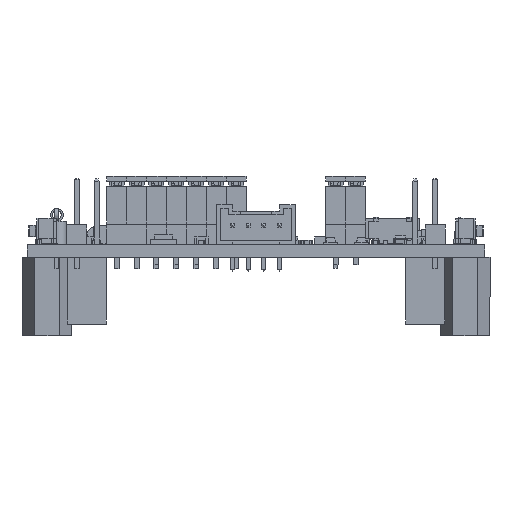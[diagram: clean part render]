
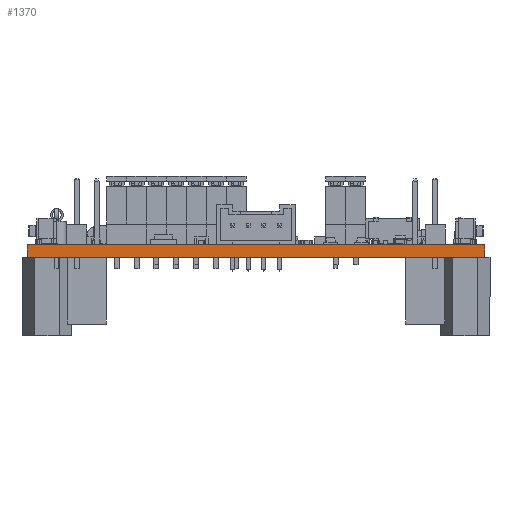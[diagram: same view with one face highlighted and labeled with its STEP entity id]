
A CAD part, front view. The second image highlights one B-rep face of the part: STEP entity #1370.
In plain terms, the highlighted planar face has unit normal (0, -1, 0).
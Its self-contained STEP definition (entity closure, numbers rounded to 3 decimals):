
#1345 = VERTEX_POINT('',#1346);
#1346 = CARTESIAN_POINT('',(59.69,35.56,1.605));
#1352 = EDGE_CURVE('',#1353,#1345,#1355,.T.);
#1353 = VERTEX_POINT('',#1354);
#1354 = CARTESIAN_POINT('',(59.69,35.56,0.));
#1355 = LINE('',#1356,#1357);
#1356 = CARTESIAN_POINT('',(59.69,35.56,0.));
#1357 = VECTOR('',#1358,1.);
#1358 = DIRECTION('',(0.,0.,1.));
#1370 = ADVANCED_FACE('',(#1371),#1396,.T.);
#1371 = FACE_BOUND('',#1372,.T.);
#1372 = EDGE_LOOP('',(#1373,#1374,#1382,#1390));
#1373 = ORIENTED_EDGE('',*,*,#1352,.T.);
#1374 = ORIENTED_EDGE('',*,*,#1375,.T.);
#1375 = EDGE_CURVE('',#1345,#1376,#1378,.T.);
#1376 = VERTEX_POINT('',#1377);
#1377 = CARTESIAN_POINT('',(1.27,35.56,1.605));
#1378 = LINE('',#1379,#1380);
#1379 = CARTESIAN_POINT('',(59.69,35.56,1.605));
#1380 = VECTOR('',#1381,1.);
#1381 = DIRECTION('',(-1.,0.,0.));
#1382 = ORIENTED_EDGE('',*,*,#1383,.F.);
#1383 = EDGE_CURVE('',#1384,#1376,#1386,.T.);
#1384 = VERTEX_POINT('',#1385);
#1385 = CARTESIAN_POINT('',(1.27,35.56,0.));
#1386 = LINE('',#1387,#1388);
#1387 = CARTESIAN_POINT('',(1.27,35.56,0.));
#1388 = VECTOR('',#1389,1.);
#1389 = DIRECTION('',(0.,0.,1.));
#1390 = ORIENTED_EDGE('',*,*,#1391,.F.);
#1391 = EDGE_CURVE('',#1353,#1384,#1392,.T.);
#1392 = LINE('',#1393,#1394);
#1393 = CARTESIAN_POINT('',(59.69,35.56,0.));
#1394 = VECTOR('',#1395,1.);
#1395 = DIRECTION('',(-1.,0.,0.));
#1396 = PLANE('',#1397);
#1397 = AXIS2_PLACEMENT_3D('',#1398,#1399,#1400);
#1398 = CARTESIAN_POINT('',(59.69,35.56,0.));
#1399 = DIRECTION('',(0.,-1.,0.));
#1400 = DIRECTION('',(-1.,0.,0.));
